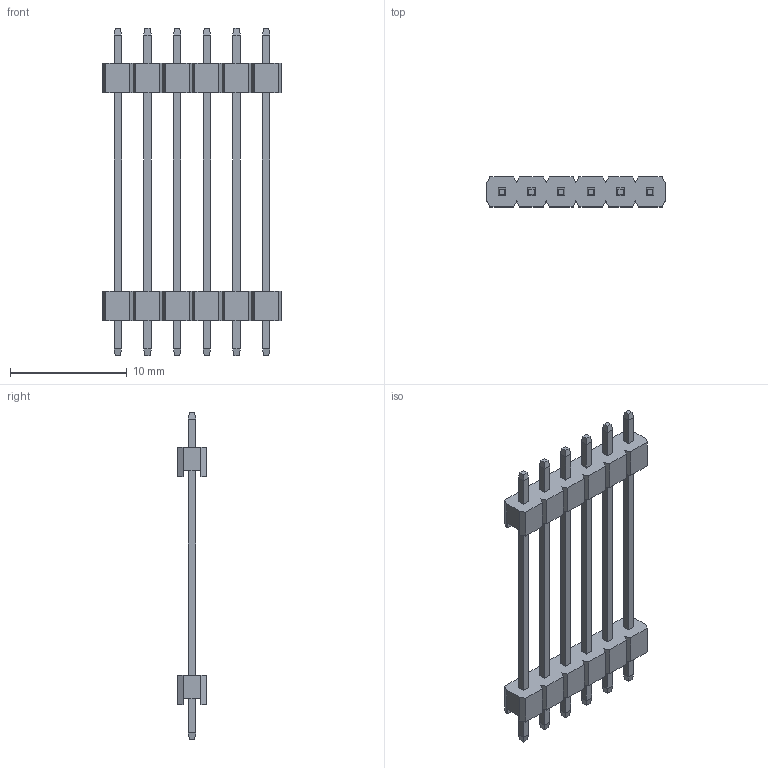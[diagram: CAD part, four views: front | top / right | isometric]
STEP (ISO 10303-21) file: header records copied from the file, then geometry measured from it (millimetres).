
FILE_DESCRIPTION (( 'STEP AP214' ), '1' );
FILE_NAME ('FPH25449-S06S1014070739B-REF.STEP', '2025-11-25T03:27:05', ( '' ), ( '' ), 'SwSTEP 2.0', 'SolidWorks 2021', '' );
FILE_SCHEMA (( 'AUTOMOTIVE_DESIGN' ));
Length unit declared in the file: millimetre
Products named in the file (1): FPH25449-S06S1014070739B-REF
Bounding box: 15.24 x 2.54 x 28 mm (x, y, z)
Volume: 222.9 mm3; surface area: 740 mm2
Topology: 1 solids, 1 shells, 220 faces, 564 edges, 360 vertices
Faces by surface type: plane 220
Entity records: 6518 total; most frequent: CARTESIAN_POINT 1145, ORIENTED_EDGE 1128, DIRECTION 1006, LINE 564, EDGE_CURVE 564, VECTOR 564, VERTEX_POINT 360, EDGE_LOOP 244
